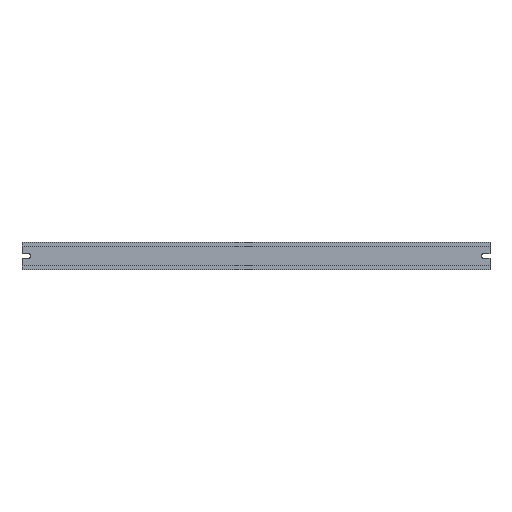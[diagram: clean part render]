
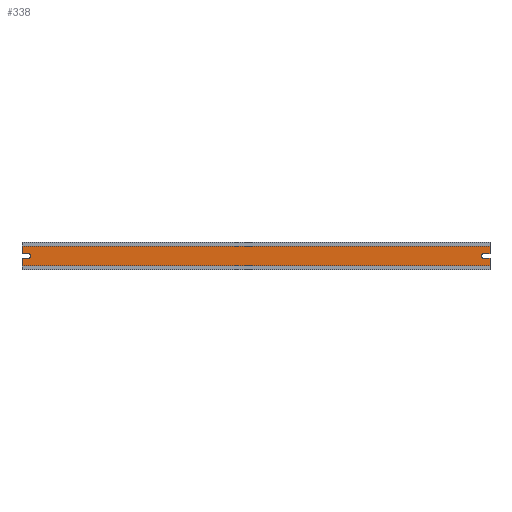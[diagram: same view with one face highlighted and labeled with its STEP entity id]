
A CAD part, top view. The second image highlights one B-rep face of the part: STEP entity #338.
In plain terms, the highlighted planar face has unit normal (0, 0, 1).
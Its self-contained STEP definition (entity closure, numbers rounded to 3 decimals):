
#3 = EDGE_CURVE ( 'NONE', #631, #579, #75, .T. ) ;
#9 = CARTESIAN_POINT ( 'NONE',  ( 295.5, 12.5, 1. ) ) ;
#12 = CARTESIAN_POINT ( 'NONE',  ( -295.5, -13.5, 1. ) ) ;
#24 = CARTESIAN_POINT ( 'NONE',  ( -295.5, -13.5, 1. ) ) ;
#26 = VERTEX_POINT ( 'NONE', #144 ) ;
#27 = LINE ( 'NONE', #265, #353 ) ;
#74 = LINE ( 'NONE', #12, #762 ) ;
#75 = CIRCLE ( 'NONE', #450, 3. ) ;
#76 = AXIS2_PLACEMENT_3D ( 'NONE', #187, #560, #131 ) ;
#90 = VERTEX_POINT ( 'NONE', #557 ) ;
#99 = CARTESIAN_POINT ( 'NONE',  ( 287.5, 0., 1. ) ) ;
#102 = ORIENTED_EDGE ( 'NONE', *, *, #437, .F. ) ;
#114 = VECTOR ( 'NONE', #170, 1000. ) ;
#124 = DIRECTION ( 'NONE',  ( 0., 0., 1. ) ) ;
#125 = CARTESIAN_POINT ( 'NONE',  ( 295.5, -3., 1. ) ) ;
#131 = DIRECTION ( 'NONE',  ( 1., 0., 0. ) ) ;
#132 = ORIENTED_EDGE ( 'NONE', *, *, #670, .T. ) ;
#136 = CIRCLE ( 'NONE', #674, 3. ) ;
#143 = DIRECTION ( 'NONE',  ( 0., -1., 0. ) ) ;
#144 = CARTESIAN_POINT ( 'NONE',  ( 287.5, -3., 1. ) ) ;
#149 = CIRCLE ( 'NONE', #76, 3. ) ;
#153 = DIRECTION ( 'NONE',  ( 1., 0., 0. ) ) ;
#170 = DIRECTION ( 'NONE',  ( -1., 0., 0. ) ) ;
#175 = CARTESIAN_POINT ( 'NONE',  ( -287.5, 3., 1. ) ) ;
#187 = CARTESIAN_POINT ( 'NONE',  ( -287.5, 0., 1. ) ) ;
#191 = CARTESIAN_POINT ( 'NONE',  ( -295.5, 12.5, 1. ) ) ;
#198 = DIRECTION ( 'NONE',  ( 0., 1., 0. ) ) ;
#217 = DIRECTION ( 'NONE',  ( -1., 0., 0. ) ) ;
#233 = CARTESIAN_POINT ( 'NONE',  ( 295.5, -13.5, 1. ) ) ;
#238 = ORIENTED_EDGE ( 'NONE', *, *, #692, .F. ) ;
#249 = ORIENTED_EDGE ( 'NONE', *, *, #372, .T. ) ;
#252 = VECTOR ( 'NONE', #473, 1000. ) ;
#265 = CARTESIAN_POINT ( 'NONE',  ( 295.5, 12.5, 1. ) ) ;
#289 = CARTESIAN_POINT ( 'NONE',  ( -284.5, 0., 1. ) ) ;
#301 = EDGE_CURVE ( 'NONE', #579, #712, #672, .T. ) ;
#302 = VECTOR ( 'NONE', #198, 1000. ) ;
#305 = CARTESIAN_POINT ( 'NONE',  ( 287.5, 3., 1. ) ) ;
#314 = VECTOR ( 'NONE', #153, 1000. ) ;
#315 = DIRECTION ( 'NONE',  ( 0., 1., 0. ) ) ;
#318 = CARTESIAN_POINT ( 'NONE',  ( -287.5, 0., 1. ) ) ;
#328 = CARTESIAN_POINT ( 'NONE',  ( -287.5, -3., 1. ) ) ;
#333 = DIRECTION ( 'NONE',  ( 0., 1., 0. ) ) ;
#338 = ADVANCED_FACE ( 'NONE', ( #681 ), #666, .T. ) ;
#348 = DIRECTION ( 'NONE',  ( 1., 0., 0. ) ) ;
#349 = EDGE_CURVE ( 'NONE', #550, #697, #556, .T. ) ;
#351 = ORIENTED_EDGE ( 'NONE', *, *, #398, .F. ) ;
#353 = VECTOR ( 'NONE', #433, 1000. ) ;
#362 = EDGE_CURVE ( 'NONE', #415, #631, #149, .T. ) ;
#366 = VERTEX_POINT ( 'NONE', #191 ) ;
#372 = EDGE_CURVE ( 'NONE', #743, #366, #27, .T. ) ;
#378 = CARTESIAN_POINT ( 'NONE',  ( -295.5, -3., 1. ) ) ;
#398 = EDGE_CURVE ( 'NONE', #26, #705, #641, .T. ) ;
#415 = VERTEX_POINT ( 'NONE', #328 ) ;
#422 = EDGE_CURVE ( 'NONE', #90, #705, #461, .T. ) ;
#429 = CARTESIAN_POINT ( 'NONE',  ( 295.5, -13.5, 1. ) ) ;
#433 = DIRECTION ( 'NONE',  ( -1., 0., 0. ) ) ;
#437 = EDGE_CURVE ( 'NONE', #541, #26, #136, .T. ) ;
#442 = DIRECTION ( 'NONE',  ( 0., 0., 1. ) ) ;
#444 = VERTEX_POINT ( 'NONE', #695 ) ;
#445 = CARTESIAN_POINT ( 'NONE',  ( -287.5, 3., 1. ) ) ;
#450 = AXIS2_PLACEMENT_3D ( 'NONE', #318, #124, #630 ) ;
#454 = CARTESIAN_POINT ( 'NONE',  ( 295.5, -13.5, 1. ) ) ;
#461 = LINE ( 'NONE', #454, #512 ) ;
#473 = DIRECTION ( 'NONE',  ( 0., 1., 0. ) ) ;
#475 = CARTESIAN_POINT ( 'NONE',  ( -295.5, -12.5, 1. ) ) ;
#477 = VECTOR ( 'NONE', #722, 1000. ) ;
#480 = ORIENTED_EDGE ( 'NONE', *, *, #301, .F. ) ;
#490 = LINE ( 'NONE', #497, #549 ) ;
#493 = CARTESIAN_POINT ( 'NONE',  ( -295.5, 3., 1. ) ) ;
#497 = CARTESIAN_POINT ( 'NONE',  ( 287.5, 3., 1. ) ) ;
#508 = ORIENTED_EDGE ( 'NONE', *, *, #726, .F. ) ;
#512 = VECTOR ( 'NONE', #333, 1000. ) ;
#541 = VERTEX_POINT ( 'NONE', #305 ) ;
#549 = VECTOR ( 'NONE', #725, 1000. ) ;
#550 = VERTEX_POINT ( 'NONE', #475 ) ;
#556 = LINE ( 'NONE', #24, #302 ) ;
#557 = CARTESIAN_POINT ( 'NONE',  ( 295.5, -12.5, 1. ) ) ;
#560 = DIRECTION ( 'NONE',  ( 0., 0., 1. ) ) ;
#576 = EDGE_CURVE ( 'NONE', #90, #550, #706, .T. ) ;
#579 = VERTEX_POINT ( 'NONE', #175 ) ;
#595 = EDGE_CURVE ( 'NONE', #697, #415, #644, .T. ) ;
#602 = ORIENTED_EDGE ( 'NONE', *, *, #349, .F. ) ;
#606 = EDGE_LOOP ( 'NONE', ( #351, #102, #508, #132, #249, #238, #480, #616, #646, #638, #602, #664, #707 ) ) ;
#616 = ORIENTED_EDGE ( 'NONE', *, *, #3, .F. ) ;
#630 = DIRECTION ( 'NONE',  ( 1., 0., 0. ) ) ;
#631 = VERTEX_POINT ( 'NONE', #289 ) ;
#638 = ORIENTED_EDGE ( 'NONE', *, *, #595, .F. ) ;
#641 = LINE ( 'NONE', #757, #314 ) ;
#644 = LINE ( 'NONE', #647, #699 ) ;
#646 = ORIENTED_EDGE ( 'NONE', *, *, #362, .F. ) ;
#647 = CARTESIAN_POINT ( 'NONE',  ( -295.5, -3., 1. ) ) ;
#664 = ORIENTED_EDGE ( 'NONE', *, *, #576, .F. ) ;
#666 = PLANE ( 'NONE',  #747 ) ;
#670 = EDGE_CURVE ( 'NONE', #444, #743, #766, .T. ) ;
#672 = LINE ( 'NONE', #445, #477 ) ;
#674 = AXIS2_PLACEMENT_3D ( 'NONE', #99, #753, #217 ) ;
#681 = FACE_OUTER_BOUND ( 'NONE', #606, .T. ) ;
#692 = EDGE_CURVE ( 'NONE', #712, #366, #74, .T. ) ;
#695 = CARTESIAN_POINT ( 'NONE',  ( 295.5, 3., 1. ) ) ;
#697 = VERTEX_POINT ( 'NONE', #378 ) ;
#699 = VECTOR ( 'NONE', #348, 1000. ) ;
#705 = VERTEX_POINT ( 'NONE', #125 ) ;
#706 = LINE ( 'NONE', #713, #114 ) ;
#707 = ORIENTED_EDGE ( 'NONE', *, *, #422, .T. ) ;
#712 = VERTEX_POINT ( 'NONE', #493 ) ;
#713 = CARTESIAN_POINT ( 'NONE',  ( 295.5, -12.5, 1. ) ) ;
#722 = DIRECTION ( 'NONE',  ( -1., 0., 0. ) ) ;
#725 = DIRECTION ( 'NONE',  ( -1., 0., 0. ) ) ;
#726 = EDGE_CURVE ( 'NONE', #444, #541, #490, .T. ) ;
#743 = VERTEX_POINT ( 'NONE', #9 ) ;
#747 = AXIS2_PLACEMENT_3D ( 'NONE', #429, #442, #143 ) ;
#753 = DIRECTION ( 'NONE',  ( 0., 0., 1. ) ) ;
#757 = CARTESIAN_POINT ( 'NONE',  ( 295.5, -3., 1. ) ) ;
#762 = VECTOR ( 'NONE', #315, 1000. ) ;
#766 = LINE ( 'NONE', #233, #252 ) ;
